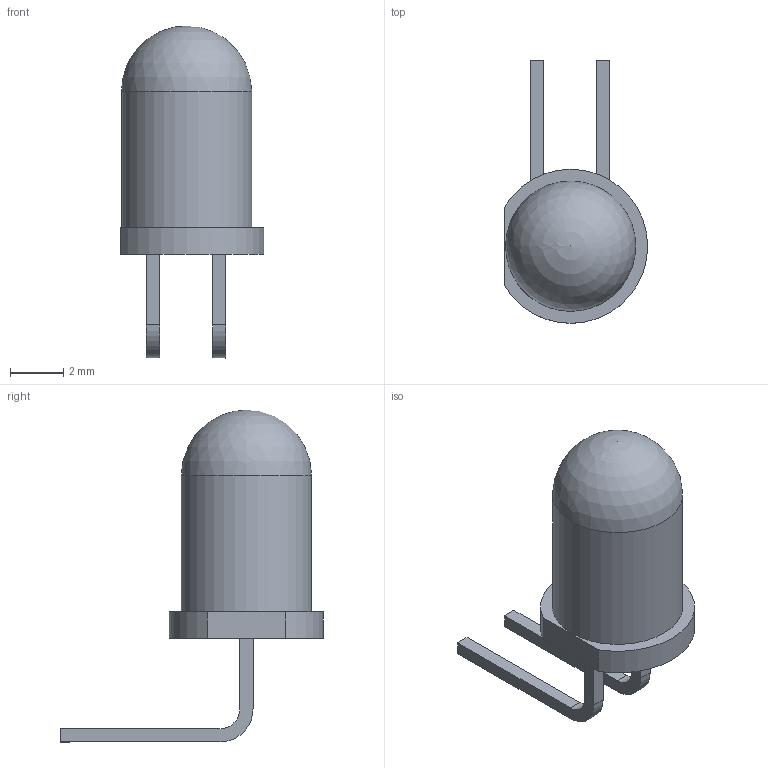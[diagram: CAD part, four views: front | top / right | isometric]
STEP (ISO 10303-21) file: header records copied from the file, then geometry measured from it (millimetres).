
FILE_DESCRIPTION(/* description */ (''),/* implementation_level */ '2;1');
FILE_NAME(/* name */ 'LED_D5.0mm_Right-Angle.step',/* time_stamp */ '2025-03-28T15:17:46-04:00',/* author */ (''),/* organization */ (''),/* preprocessor_version */ 'ST-DEVELOPER v20.1',/* originating_system */ 'Autodesk Translation Framework v14.4.0.0',/* authorisation */ '');
FILE_SCHEMA (('AUTOMOTIVE_DESIGN { 1 0 10303 214 3 1 1 }'));
Length unit declared in the file: millimetre
Products named in the file (1): LED_D5.0mm
Bounding box: 5.4 x 9.9 x 12.5 mm (x, y, z)
Volume: 158.7 mm3; surface area: 208.4 mm2
Topology: 1 solids, 1 shells, 24 faces, 59 edges, 39 vertices
Faces by surface type: plane 17, cylinder 6, sphere 1
Full cylindrical faces by diameter (mm): 4.9 x1
Entity records: 749 total; most frequent: CARTESIAN_POINT 122, DIRECTION 121, ORIENTED_EDGE 116, EDGE_CURVE 58, LINE 45, VECTOR 45, VERTEX_POINT 39, AXIS2_PLACEMENT_3D 38
